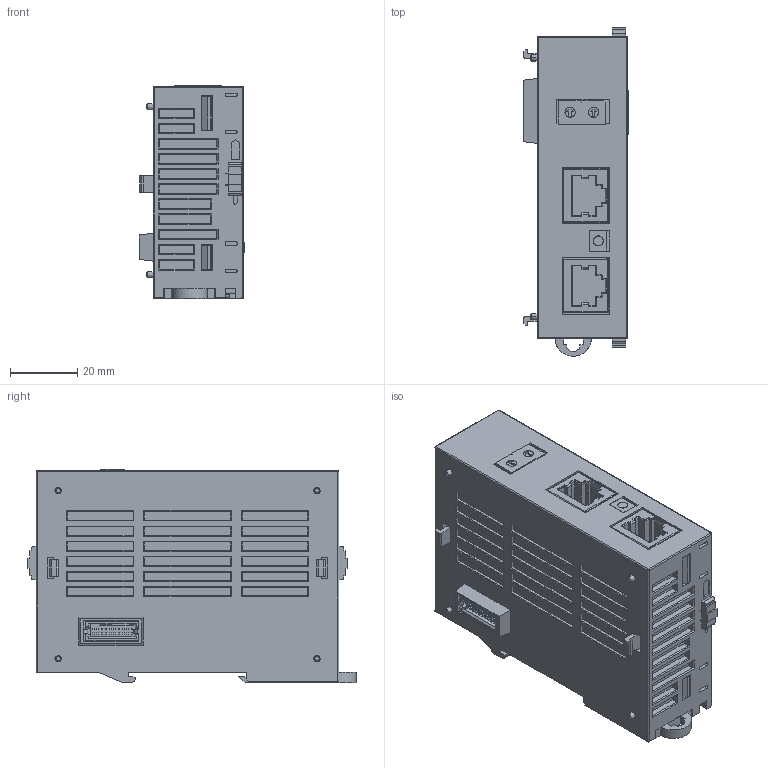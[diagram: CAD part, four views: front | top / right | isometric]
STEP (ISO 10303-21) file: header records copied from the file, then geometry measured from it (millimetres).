
FILE_DESCRIPTION (( 'STEP AP214' ), '1' );
FILE_NAME ('XBL-EIPT broken part cut1 coord fxt.STEP', '2022-11-16T19:09:37', ( '' ), ( '' ), 'SwSTEP 2.0', 'SolidWorks 2021', '' );
FILE_SCHEMA (( 'AUTOMOTIVE_DESIGN' ));
Length unit declared in the file: inch
Products named in the file (1): XBL-EIPT broken part cut1 coord fxt
Bounding box: 31.53 x 97.63 x 63.45 mm (x, y, z)
Volume: 130976.9 mm3; surface area: 35377.6 mm2
Topology: 2 solids, 17 shells, 2264 faces, 5994 edges, 3839 vertices
Faces by surface type: plane 1866, cylinder 278, bspline 90, torus 19, cone 11
Entity records: 70357 total; most frequent: CARTESIAN_POINT 14425, ORIENTED_EDGE 11956, DIRECTION 10761, EDGE_CURVE 5978, VECTOR 5111, LINE 5111, VERTEX_POINT 3839, AXIS2_PLACEMENT_3D 2825
